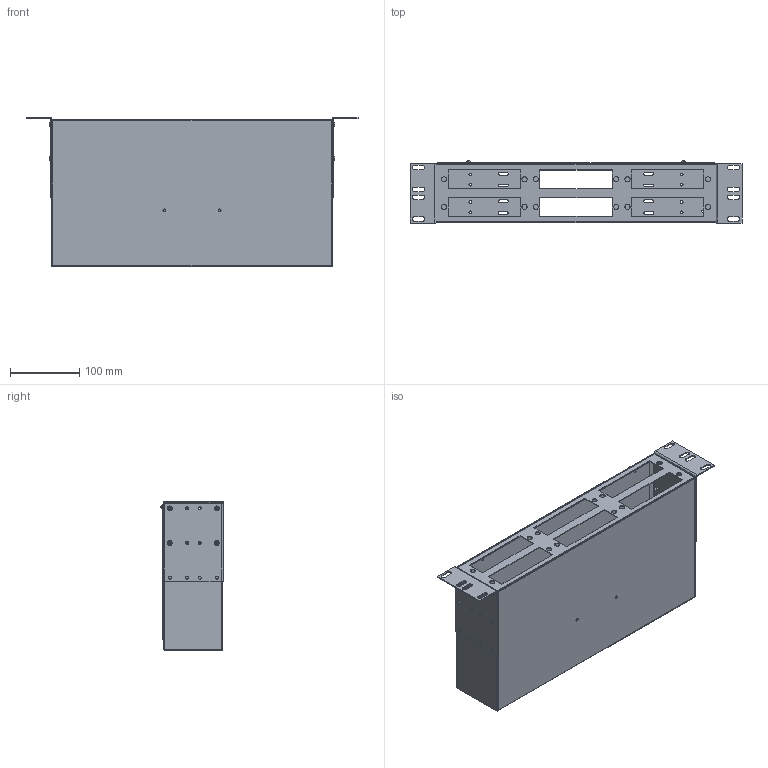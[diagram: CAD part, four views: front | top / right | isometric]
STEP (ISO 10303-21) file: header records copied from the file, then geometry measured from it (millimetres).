
FILE_DESCRIPTION (( 'STEP AP203' ), '1' );
FILE_NAME ('FOBX48-2U-000 ITK 2U Îïòè÷åñêèé ðàñïðåäåëèòåëüíûé êðîññ äî 48 ïîðòîâ (áåç ïëàíîê, ïîä 8ï-3øò).STEP', '2017-09-12T13:06:06', ( '' ), ( '' ), 'SwSTEP 2.0', 'SolidWorks 2014', '' );
FILE_SCHEMA (( 'CONFIG_CONTROL_DESIGN' ));
Length unit declared in the file: millimetre
Products named in the file (2): FOBX48-2U-000 ITK 2U Îïòè÷åñêèé ðàñïðåäåëèòåëüíûé êðîññ äî 48 ïîðòîâ (áåç ïëàíîê, ïîä 8ï-3øò)
Bounding box: 480 x 89.95 x 215 mm (x, y, z)
Volume: 338915.5 mm3; surface area: 577688.6 mm2
Topology: 14 solids, 14 shells, 618 faces, 1706 edges, 1128 vertices
Faces by surface type: cylinder 302, plane 276, cone 20, sphere 20
Entity records: 20621 total; most frequent: CARTESIAN_POINT 3678, DIRECTION 3648, ORIENTED_EDGE 3412, EDGE_CURVE 1706, AXIS2_PLACEMENT_3D 1370, VERTEX_POINT 1128, VECTOR 908, LINE 908
